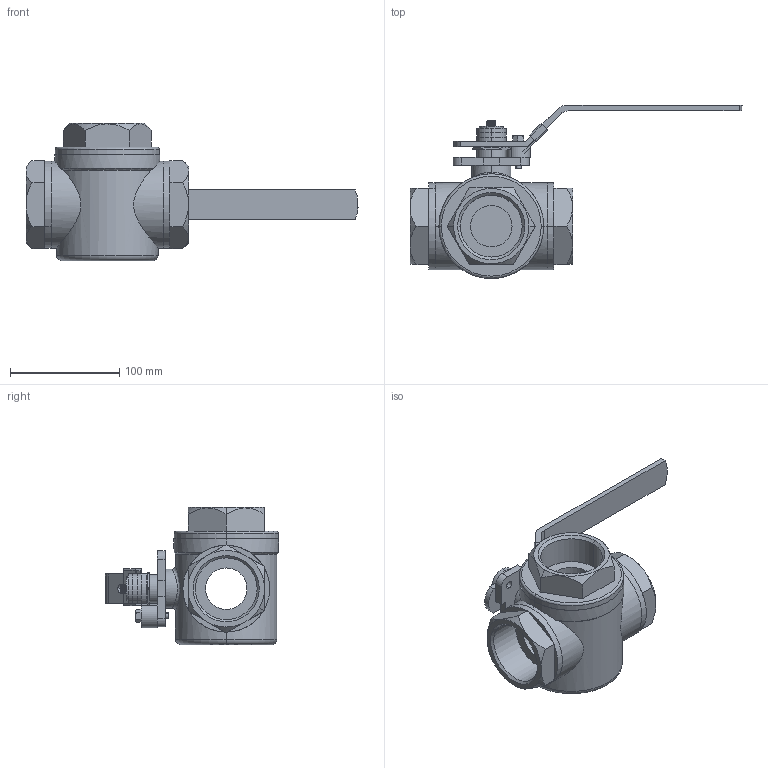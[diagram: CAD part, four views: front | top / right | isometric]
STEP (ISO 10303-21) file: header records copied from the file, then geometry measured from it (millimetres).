
FILE_DESCRIPTION((''),'2;1');
FILE_NAME('DN50_ASM','2015-02-13T',('Administrator'),(''),'PRO/ENGINEER BY PARAMETRIC TECHNOLOGY CORPORATION, 2011080','PRO/ENGINEER BY PARAMETRIC TECHNOLOGY CORPORATION, 2011080','');
FILE_SCHEMA(('CONFIG_CONTROL_DESIGN'));
Length unit declared in the file: millimetre
Products named in the file (14): PRT0123; PRT0124; PRT0125; PRT0126; PRT0127; PRT0128; PRT0129; PRT0130; PRT0131; PRT0132; PRT0133; PRT0134; PRT0135; DN50_ASM
Assembly tree (16 placements, depth 2):
  DN50_ASM
    PRT0123
    PRT0124
    PRT0125
    PRT0126
    PRT0127
    PRT0128  x3
    PRT0129
    PRT0130
    PRT0131
    PRT0132
    PRT0133
    PRT0134  x2
    PRT0135
Bounding box: 304.29 x 158.75 x 125.9 mm (x, y, z)
Volume: 318775.8 mm3; surface area: 188030.7 mm2
Topology: 15 solids, 16 shells, 468 faces, 1184 edges, 770 vertices
Faces by surface type: plane 262, cylinder 155, cone 43, torus 6, bspline 2
Entity records: 14612 total; most frequent: CARTESIAN_POINT 4356, ORIENTED_EDGE 2080, DIRECTION 2079, EDGE_CURVE 1046, AXIS2_PLACEMENT_3D 758, VERTEX_POINT 683, VECTOR 563, LINE 563
